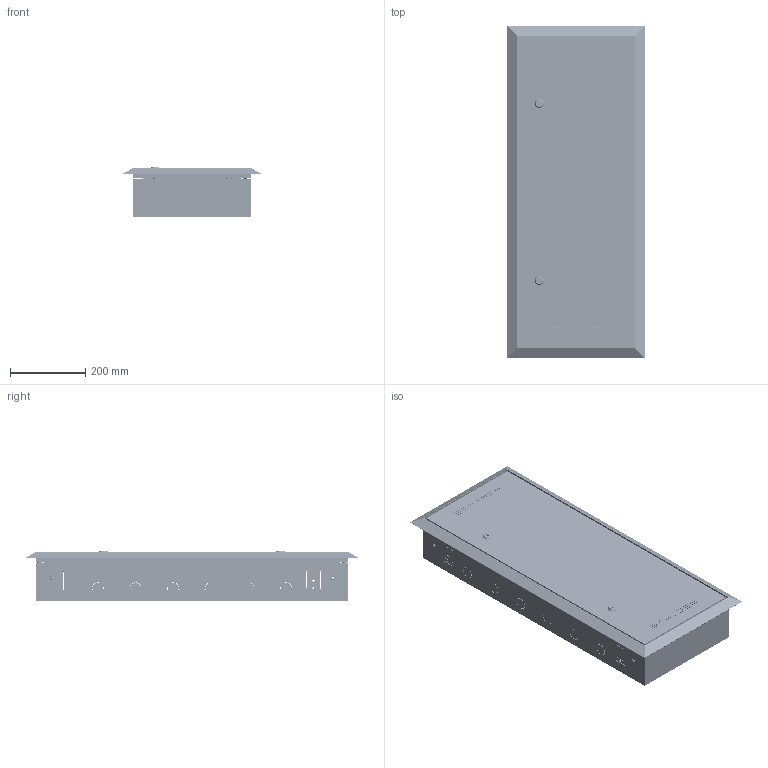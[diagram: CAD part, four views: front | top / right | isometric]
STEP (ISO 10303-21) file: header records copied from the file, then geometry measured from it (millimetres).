
FILE_DESCRIPTION (( 'STEP AP214' ), '1' );
FILE_NAME ('TI5-51-V-1X060-30 TITAN 5 Êîðïóñ êîìáèíèðîâàííûé ÙÐâ-36 (1õ60) áåëûé IEK.STEP', '2024-12-06T13:02:18', ( '' ), ( '' ), 'SwSTEP 2.0', 'SolidWorks 2022', '' );
FILE_SCHEMA (( 'AUTOMOTIVE_DESIGN' ));
Length unit declared in the file: millimetre
Products named in the file (1): TI5-51-V-1X060-30 TITAN 5 Корпус комбинированный ЩРв-36 (1х60) белый IEK
Bounding box: 365.36 x 880.7 x 134.7 mm (x, y, z)
Volume: 2944887.5 mm3; surface area: 3253595.6 mm2
Topology: 64 solids, 79 shells, 9329 faces, 25804 edges, 16876 vertices
Faces by surface type: plane 4999, cylinder 2989, bspline 555, cone 507, torus 178, sphere 101
Entity records: 463961 total; most frequent: CARTESIAN_POINT 120944, ORIENTED_EDGE 51548, DIRECTION 46867, EDGE_CURVE 25774, VERTEX_POINT 16876, VECTOR 15955, LINE 15955, AXIS2_PLACEMENT_3D 15456
